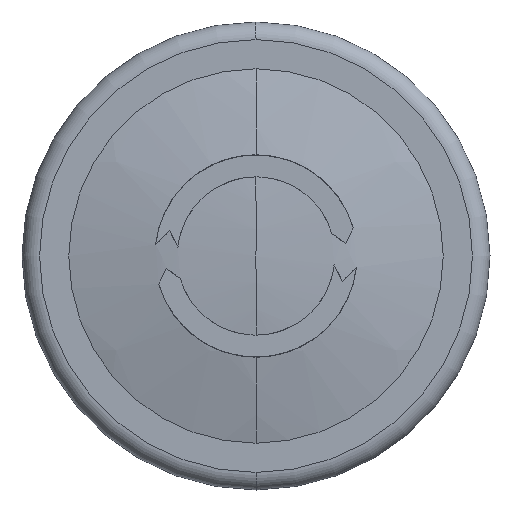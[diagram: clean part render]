
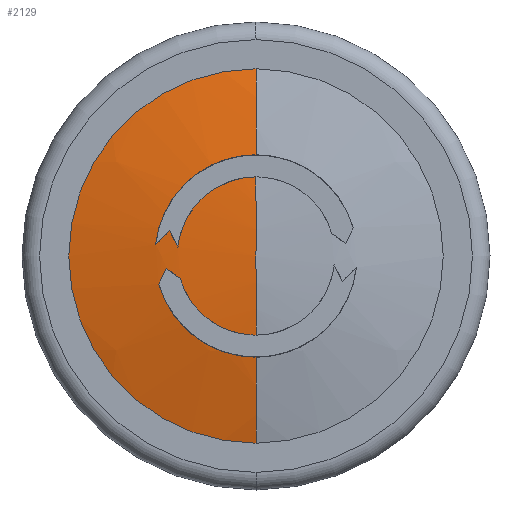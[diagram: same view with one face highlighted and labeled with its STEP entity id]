
A CAD part, left-side view. The second image highlights one B-rep face of the part: STEP entity #2129.
In plain terms, the highlighted spherical face has radius 90.915 mm.
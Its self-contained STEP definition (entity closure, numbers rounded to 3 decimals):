
#1683=CARTESIAN_POINT('POINT530',(-34.061,
   11.086,3.251));
#1684=VERTEX_POINT('VERTEX530',#1683);
#1685=CARTESIAN_POINT('POINT531',(-33.869,
   12.883,1.471));
#1686=VERTEX_POINT('VERTEX531',#1685);
#1687=CARTESIAN_POINT('POS836',(56.116,
   7.115,7.184));
#1688=DIRECTION('DIR1325',(0.,-0.704,
   -0.71));
#1689=DIRECTION('DIR1326',(0.,-0.71,
   0.704));
#1690=AXIS2_PLACEMENT_3D('AXIS490',#1687,#1688,#1689);
#1691=CIRCLE('ELLIPSE263',#1690,90.35);
#1692=EDGE_CURVE('EDGE789',#1684,#1686,#1691,.T.);
#1715=CARTESIAN_POINT('POINT532',(-34.237,
   10.02,1.144));
#1716=VERTEX_POINT('VERTEX532',#1715);
#1717=CARTESIAN_POINT('POS840',(56.116,
   7.517,-3.803));
#1718=DIRECTION('DIR1331',(0.,0.892,
   -0.451));
#1719=DIRECTION('DIR1332',(0.,-0.451,
   -0.892));
#1720=AXIS2_PLACEMENT_3D('AXIS492',#1717,#1718,#1719);
#1721=CIRCLE('ELLIPSE264',#1720,90.523);
#1722=EDGE_CURVE('EDGE792',#1716,#1684,#1721,.T.);
#1740=CARTESIAN_POINT('POINT533',(-34.056,
   11.484,-1.577));
#1741=VERTEX_POINT('VERTEX533',#1740);
#1742=CARTESIAN_POINT('POINT534',(-34.231,
   9.716,-2.898));
#1743=VERTEX_POINT('VERTEX534',#1742);
#1744=CARTESIAN_POINT('POS843',(56.116,
   4.871,-6.518));
#1745=DIRECTION('DIR1336',(0.,-0.599
   ,0.801));
#1746=DIRECTION('DIR1337',(0.,0.801,
   0.599));
#1747=AXIS2_PLACEMENT_3D('AXIS494',#1744,#1745,#1746);
#1748=CIRCLE('ELLIPSE265',#1747,90.55);
#1749=EDGE_CURVE('EDGE794',#1741,#1743,#1748,.T.);
#1772=CARTESIAN_POINT('POINT535',(-33.869,
   12.456,-3.604));
#1773=VERTEX_POINT('VERTEX535',#1772);
#1774=CARTESIAN_POINT('POS847',(56.116,
   8.724,4.182));
#1775=DIRECTION('DIR1342',(0.,0.902,
   0.432));
#1776=DIRECTION('DIR1343',(0.,0.432,
   -0.902));
#1777=AXIS2_PLACEMENT_3D('AXIS496',#1774,#1775,#1776);
#1778=CIRCLE('ELLIPSE266',#1777,90.398);
#1779=EDGE_CURVE('EDGE797',#1773,#1741,#1778,.T.);
#1799=CARTESIAN_POINT('POINT537',(-33.869,
   0.,-12.967));
#1800=VERTEX_POINT('VERTEX537',#1799);
#1801=CARTESIAN_POINT('POS850',(-33.869,
   0.,0.));
#1802=DIRECTION('DIR1347',(1.,0.,
   0.));
#1803=DIRECTION('DIR1348',(0.,0.961,
   -0.278));
#1804=AXIS2_PLACEMENT_3D('AXIS498',#1801,#1802,#1803);
#1805=CIRCLE('ELLIPSE267',#1804,12.967);
#1816=EDGE_CURVE('EDGE801',#1800,#1773,#1805,.T.);
#1876=CARTESIAN_POINT('POINT540',(-34.231,
   0.,-10.14));
#1877=VERTEX_POINT('VERTEX540',#1876);
#1878=B_SPLINE_CURVE_WITH_KNOTS('SPLINE_CRV13',3,(#1879,#1880,#1881,
   #1882,#1883,#1884,#1885,#1886,#1887,#1888),.UNSPECIFIED.,.F.,.F.,(4,2
   ,2,2,4),(-1.047,-0.899,
   -0.749,-0.599,-0.556)
   ,.UNSPECIFIED.);
#1879=CARTESIAN_POINT('',(-34.231,9.716,
   -2.898));
#1880=CARTESIAN_POINT('',(-34.231,9.338,
   -4.176));
#1881=CARTESIAN_POINT('',(-34.23,8.695,
   -5.374));
#1882=CARTESIAN_POINT('',(-34.23,7.117,
   -7.344));
#1883=CARTESIAN_POINT('',(-34.23,6.073,
   -8.241));
#1884=CARTESIAN_POINT('',(-34.23,3.712,
   -9.54));
#1885=CARTESIAN_POINT('',(-34.23,2.394,
   -9.94));
#1886=CARTESIAN_POINT('',(-34.231,0.763,
   -10.12));
#1887=CARTESIAN_POINT('',(-34.231,0.384,
   -10.141));
#1888=CARTESIAN_POINT('',(-34.231,0.,
   -10.14));
#1889=EDGE_CURVE('EDGE806',#1743,#1877,#1878,.T.);
#1917=CARTESIAN_POINT('POINT542',(-34.231,
   0.,10.14));
#1918=VERTEX_POINT('VERTEX542',#1917);
#1940=B_SPLINE_CURVE_WITH_KNOTS('SPLINE_CRV16',3,(#1941,#1942,#1943,
   #1944,#1945,#1946,#1947,#1948,#1949,#1950),.UNSPECIFIED.,.F.,.F.,(4,2
   ,2,2,4),(-0.556,-0.45,
   -0.3,-0.15,0.),.UNSPECIFIED.
   );
#1941=CARTESIAN_POINT('',(-34.231,0.,
   10.14));
#1942=CARTESIAN_POINT('',(-34.231,0.926,
   10.138));
#1943=CARTESIAN_POINT('',(-34.231,1.88,
   10.005));
#1944=CARTESIAN_POINT('',(-34.232,4.089,
   9.363));
#1945=CARTESIAN_POINT('',(-34.233,5.304,
   8.715));
#1946=CARTESIAN_POINT('',(-34.234,7.284,
   7.128));
#1947=CARTESIAN_POINT('',(-34.235,8.182,
   6.084));
#1948=CARTESIAN_POINT('',(-34.236,9.48,
   3.722));
#1949=CARTESIAN_POINT('',(-34.236,9.881,
   2.405));
#1950=CARTESIAN_POINT('',(-34.237,10.02,
   1.144));
#1951=EDGE_CURVE('EDGE810',#1918,#1716,#1940,.T.);
#2011=CARTESIAN_POINT('POINT545',(-33.869,
   0.,12.967));
#2012=VERTEX_POINT('VERTEX545',#2011);
#2013=CARTESIAN_POINT('POS868',(-33.869,
   0.,0.));
#2014=DIRECTION('DIR1377',(1.,0.,
   0.));
#2015=DIRECTION('DIR1378',(0.,-0.961,
   0.278));
#2016=AXIS2_PLACEMENT_3D('AXIS510',#2013,#2014,#2015);
#2017=CIRCLE('ELLIPSE272',#2016,12.967);
#2018=EDGE_CURVE('EDGE815',#1686,#2012,#2017,.T.);
#2073=CARTESIAN_POINT('POINT548',(-31.573,0.,
   24.));
#2074=VERTEX_POINT('VERTEX548',#2073);
#2075=CARTESIAN_POINT('POS874',(56.116,
   0.,0.));
#2076=DIRECTION('DIR1387',(0.,-1.,
   0.));
#2077=DIRECTION('DIR1388',(0.,0.,1.));
#2078=AXIS2_PLACEMENT_3D('AXIS514',#2075,#2076,#2077);
#2079=CIRCLE('ELLIPSE274',#2078,90.914);
#2080=EDGE_CURVE('EDGE821',#2074,#2012,#2079,.T.);
#2081=ORIENTED_EDGE('COEDGE1623',*,*,#2080,.F.);
#2082=CARTESIAN_POINT('POINT549',(-31.573,0.,
   -24.));
#2083=VERTEX_POINT('VERTEX549',#2082);
#2084=CARTESIAN_POINT('POS875',(-31.573,0.,
   0.));
#2085=DIRECTION('DIR1389',(1.,0.,0.));
#2086=DIRECTION('DIR1390',(0.,0.,
   1.));
#2087=AXIS2_PLACEMENT_3D('AXIS515',#2084,#2085,#2086);
#2088=CIRCLE('ELLIPSE275',#2087,24.);
#2089=EDGE_CURVE('EDGE822',#2083,#2074,#2088,.T.);
#2090=ORIENTED_EDGE('COEDGE1624',*,*,#2089,.F.);
#2091=CARTESIAN_POINT('POS876',(56.116,
   0.,0.));
#2092=DIRECTION('DIR1391',(0.,-1.,
   0.));
#2093=DIRECTION('DIR1392',(0.,0.,1.));
#2094=AXIS2_PLACEMENT_3D('AXIS516',#2091,#2092,#2093);
#2095=CIRCLE('ELLIPSE276',#2094,90.914);
#2096=EDGE_CURVE('EDGE823',#1800,#2083,#2095,.T.);
#2097=ORIENTED_EDGE('COEDGE1625',*,*,#2096,.F.);
#2098=ORIENTED_EDGE('COEDGE1626',*,*,#1816,.T.);
#2099=ORIENTED_EDGE('COEDGE1627',*,*,#1779,.T.);
#2100=ORIENTED_EDGE('COEDGE1628',*,*,#1749,.T.);
#2101=ORIENTED_EDGE('COEDGE1629',*,*,#1889,.T.);
#2102=CARTESIAN_POINT('POINT550',(-34.798,0.,
   0.));
#2103=VERTEX_POINT('VERTEX550',#2102);
#2104=CARTESIAN_POINT('POS877',(56.116,
   0.,0.));
#2105=DIRECTION('DIR1393',(0.,-1.,
   0.));
#2106=DIRECTION('DIR1394',(0.,0.,1.));
#2107=AXIS2_PLACEMENT_3D('AXIS517',#2104,#2105,#2106);
#2108=CIRCLE('ELLIPSE277',#2107,90.914);
#2109=EDGE_CURVE('EDGE824',#2103,#1877,#2108,.T.);
#2110=ORIENTED_EDGE('COEDGE1630',*,*,#2109,.F.);
#2111=CARTESIAN_POINT('POS878',(56.116,
   0.,0.));
#2112=DIRECTION('DIR1395',(0.,-1.,
   0.));
#2113=DIRECTION('DIR1396',(0.,0.,1.));
#2114=AXIS2_PLACEMENT_3D('AXIS518',#2111,#2112,#2113);
#2115=CIRCLE('ELLIPSE278',#2114,90.914);
#2116=EDGE_CURVE('EDGE825',#1918,#2103,#2115,.T.);
#2117=ORIENTED_EDGE('COEDGE1631',*,*,#2116,.F.);
#2118=ORIENTED_EDGE('COEDGE1632',*,*,#1951,.T.);
#2119=ORIENTED_EDGE('COEDGE1633',*,*,#1722,.T.);
#2120=ORIENTED_EDGE('COEDGE1634',*,*,#1692,.T.);
#2121=ORIENTED_EDGE('COEDGE1635',*,*,#2018,.T.);
#2122=EDGE_LOOP('NONE',(#2081,#2090,#2097,#2098,#2099,#2100,#2101,#2110,
   #2117,#2118,#2119,#2120,#2121));
#2123=FACE_BOUND('LOOP1',#2122,.T.);
#2124=CARTESIAN_POINT('POS879',(56.116,
   0.,0.));
#2125=DIRECTION('DIR1397',(0.,0.,1.));
#2126=DIRECTION('DIR1398',(1.,0.,0.));
#2127=AXIS2_PLACEMENT_3D('AXIS519',#2124,#2125,#2126);
#2128=SPHERICAL_SURFACE('SPHERE_SURF4',#2127,90.914);
#2129=ADVANCED_FACE('FACE313',(#2123),#2128,.T.);
